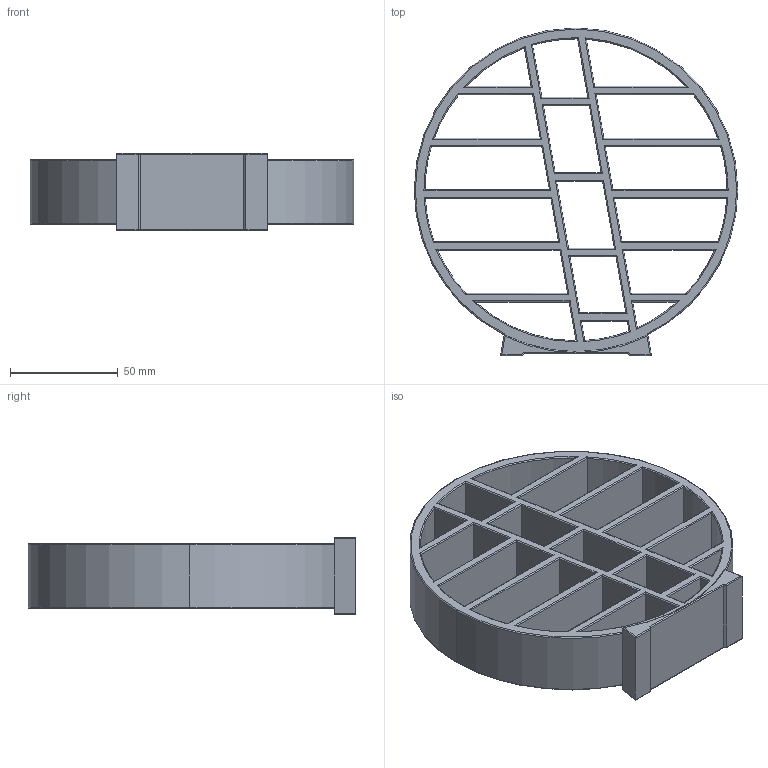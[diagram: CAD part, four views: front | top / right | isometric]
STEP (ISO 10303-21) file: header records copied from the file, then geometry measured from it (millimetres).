
FILE_DESCRIPTION (( 'STEP AP203' ), '1' );
FILE_NAME ('Pièce1.STEP', '2023-06-29T13:22:13', ( '' ), ( '' ), 'SwSTEP 2.0', 'SolidWorks 2022', '' );
FILE_SCHEMA (( 'CONFIG_CONTROL_DESIGN' ));
Length unit declared in the file: millimetre
Products named in the file (1): Pièce1
Bounding box: 150 x 152 x 36 mm (x, y, z)
Volume: 176120.5 mm3; surface area: 84575.9 mm2
Topology: 1 solids, 1 shells, 234 faces, 544 edges, 312 vertices
Faces by surface type: cylinder 133, plane 63, torus 38
Entity records: 6857 total; most frequent: CARTESIAN_POINT 1787, ORIENTED_EDGE 1088, DIRECTION 950, EDGE_CURVE 544, AXIS2_PLACEMENT_3D 319, VECTOR 312, LINE 312, VERTEX_POINT 312
